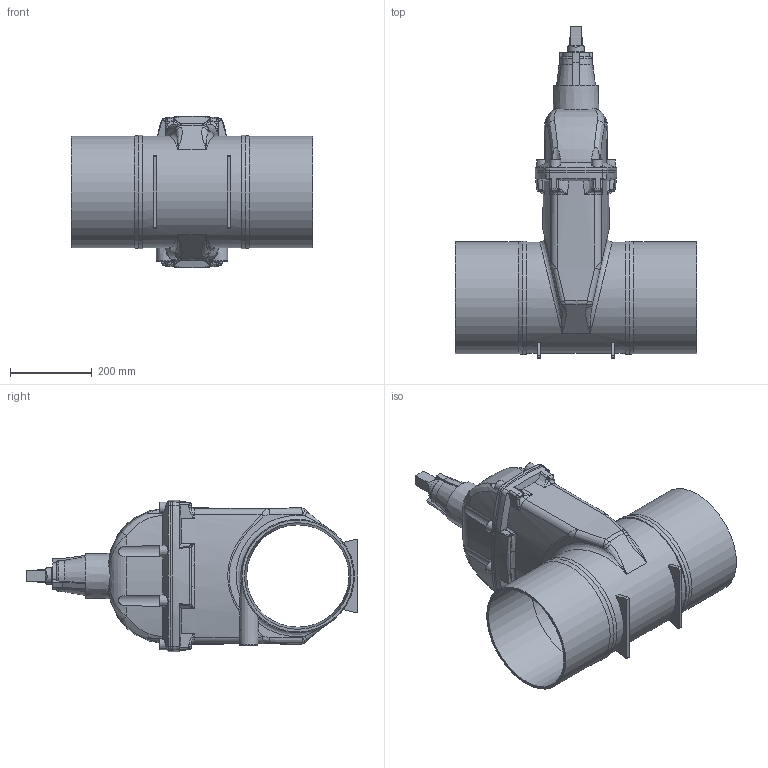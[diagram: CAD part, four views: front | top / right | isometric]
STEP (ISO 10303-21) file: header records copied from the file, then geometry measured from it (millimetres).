
FILE_DESCRIPTION (( 'STEP AP203' ), '1' );
FILE_NAME ('O_46_70_DN250_X1X_AA0_step.step', '2015-12-17T12:43:36', ( 'Windows User' ), ( 'AVK' ), 'SwSTEP 2.0', 'SolidWorks 2012', '' );
FILE_SCHEMA (( 'CONFIG_CONTROL_DESIGN' ));
Length unit declared in the file: millimetre
Products named in the file (1): O_46_70_DN250_X1X_AA0_step
Bounding box: 590 x 810.9 x 370.9 mm (x, y, z)
Volume: 22702108.6 mm3; surface area: 1405006.6 mm2
Topology: 1 solids, 1 shells, 398 faces, 1038 edges, 630 vertices
Faces by surface type: bspline 131, plane 96, cone 73, cylinder 61, torus 33, sphere 4
Full cylindrical faces by diameter (mm): 40 x1, 250 x1, 260.4 x2, 272 x1, 273 x2, 277 x2
Entity records: 19062 total; most frequent: CARTESIAN_POINT 10857, ORIENTED_EDGE 1968, DIRECTION 1325, EDGE_CURVE 984, VERTEX_POINT 620, AXIS2_PLACEMENT_3D 580, B_SPLINE_CURVE_WITH_KNOTS 459, EDGE_LOOP 432
